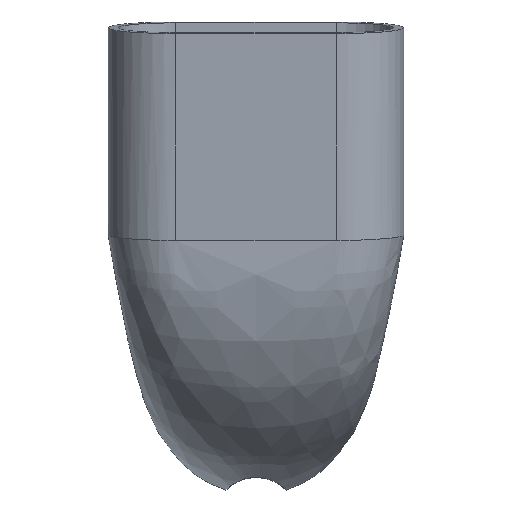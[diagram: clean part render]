
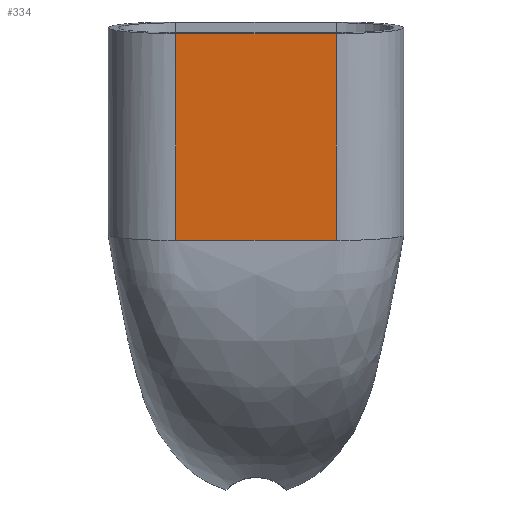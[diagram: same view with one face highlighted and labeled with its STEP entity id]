
A CAD part, top view. The second image highlights one B-rep face of the part: STEP entity #334.
In plain terms, the highlighted planar face has unit normal (0, -0.087, 0.996).
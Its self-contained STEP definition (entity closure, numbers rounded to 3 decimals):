
#21=PLANE('',#379);
#33=LINE('',#815,#47);
#34=LINE('',#817,#48);
#35=LINE('',#818,#49);
#47=VECTOR('',#435,10.);
#48=VECTOR('',#436,10.);
#49=VECTOR('',#437,10.);
#64=FACE_OUTER_BOUND('',#81,.T.);
#81=EDGE_LOOP('',(#269,#270,#271,#272));
#106=B_SPLINE_CURVE_WITH_KNOTS('',3,(#654,#655,#656,#657,#658),
 .UNSPECIFIED.,.F.,.F.,(4,1,4),(0.142,0.25,0.358),
 .UNSPECIFIED.);
#132=VERTEX_POINT('',#648);
#133=VERTEX_POINT('',#653);
#161=VERTEX_POINT('',#814);
#162=VERTEX_POINT('',#816);
#171=EDGE_CURVE('',#132,#133,#106,.T.);
#207=EDGE_CURVE('',#132,#161,#33,.T.);
#208=EDGE_CURVE('',#162,#161,#34,.T.);
#209=EDGE_CURVE('',#133,#162,#35,.T.);
#269=ORIENTED_EDGE('',*,*,#171,.F.);
#270=ORIENTED_EDGE('',*,*,#207,.T.);
#271=ORIENTED_EDGE('',*,*,#208,.F.);
#272=ORIENTED_EDGE('',*,*,#209,.F.);
#334=ADVANCED_FACE('',(#64),#21,.T.);
#379=AXIS2_PLACEMENT_3D('',#813,#433,#434);
#433=DIRECTION('center_axis',(0.,-0.087,
0.996));
#434=DIRECTION('ref_axis',(1.,0.,0.));
#435=DIRECTION('',(0.,0.996,0.087));
#436=DIRECTION('',(1.,0.,0.));
#437=DIRECTION('',(0.,0.996,0.087));
#648=CARTESIAN_POINT('',(7.75,14.433,22.845));
#653=CARTESIAN_POINT('',(-7.75,14.433,22.845));
#654=CARTESIAN_POINT('Ctrl Pts',(7.752,14.433,22.849));
#655=CARTESIAN_POINT('Ctrl Pts',(5.166,14.434,22.843));
#656=CARTESIAN_POINT('Ctrl Pts',(0.001,14.433,
22.848));
#657=CARTESIAN_POINT('Ctrl Pts',(-5.167,14.434,22.843));
#658=CARTESIAN_POINT('Ctrl Pts',(-7.75,14.433,22.847));
#813=CARTESIAN_POINT('Origin',(-7.75,14.433,22.845));
#814=CARTESIAN_POINT('',(7.75,34.357,24.588));
#815=CARTESIAN_POINT('',(7.75,14.433,22.845));
#816=CARTESIAN_POINT('',(-7.75,34.357,24.588));
#817=CARTESIAN_POINT('',(-7.75,34.357,24.588));
#818=CARTESIAN_POINT('',(-7.75,14.433,22.845));
